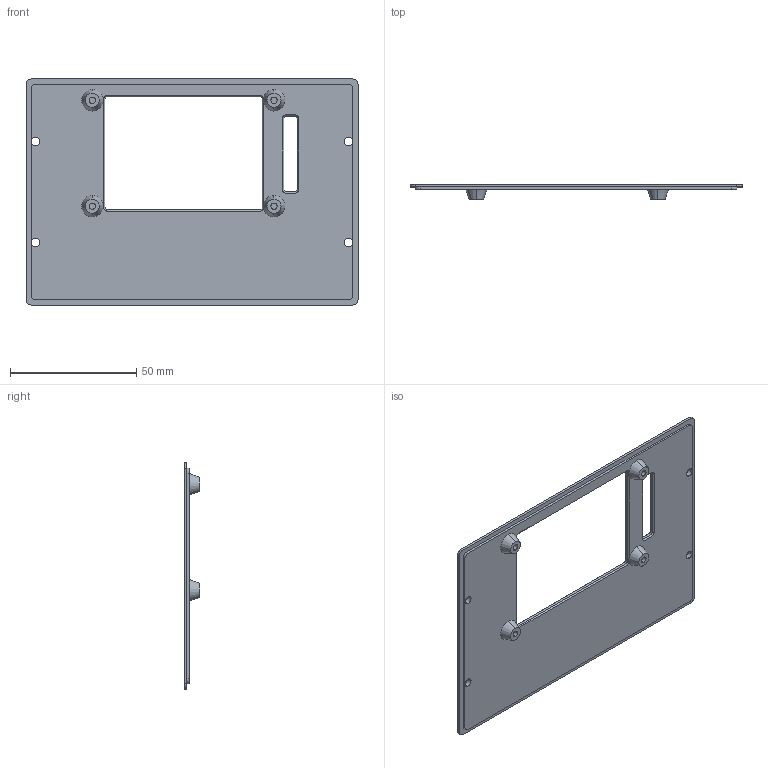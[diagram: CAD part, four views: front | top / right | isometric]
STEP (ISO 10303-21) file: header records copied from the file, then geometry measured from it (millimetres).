
FILE_DESCRIPTION (( 'STEP AP203' ), '1' );
FILE_NAME ('µç¿Ø¸Ç.STEP', '2021-09-03T10:25:59', ( '' ), ( '' ), 'SwSTEP 2.0', 'SolidWorks 2018', '' );
FILE_SCHEMA (( 'CONFIG_CONTROL_DESIGN' ));
Length unit declared in the file: millimetre
Products named in the file (1): 萇諷裔
Bounding box: 131.6 x 6 x 89.6 mm (x, y, z)
Volume: 17163.9 mm3; surface area: 19340.3 mm2
Topology: 1 solids, 1 shells, 99 faces, 238 edges, 148 vertices
Faces by surface type: plane 43, cylinder 32, cone 24
Entity records: 2979 total; most frequent: DIRECTION 532, CARTESIAN_POINT 500, ORIENTED_EDGE 476, EDGE_CURVE 238, AXIS2_PLACEMENT_3D 198, VERTEX_POINT 148, LINE 136, VECTOR 136
